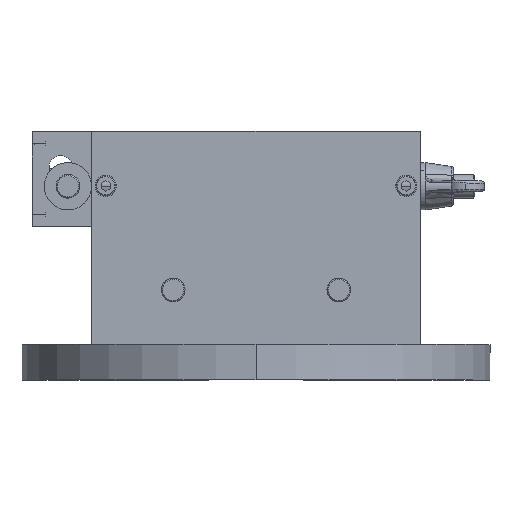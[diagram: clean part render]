
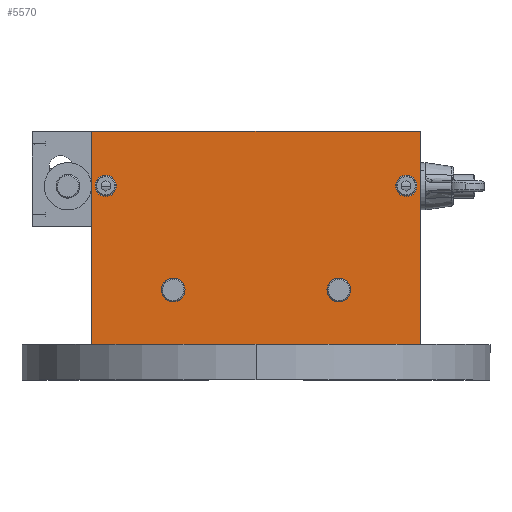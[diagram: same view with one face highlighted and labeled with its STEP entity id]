
A CAD part, top view. The second image highlights one B-rep face of the part: STEP entity #5570.
In plain terms, the highlighted planar face has unit normal (0, 0, 1).
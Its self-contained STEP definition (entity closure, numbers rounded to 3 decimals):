
#72 = DIRECTION ( 'NONE',  ( 1., 0., 0. ) ) ;
#135 = LINE ( 'NONE', #3693, #633 ) ;
#222 = DIRECTION ( 'NONE',  ( 0., 0., 1. ) ) ;
#358 = EDGE_CURVE ( 'NONE', #14054, #10258, #135, .T. ) ;
#361 = VERTEX_POINT ( 'NONE', #3846 ) ;
#449 = EDGE_CURVE ( 'NONE', #8020, #3231, #7855, .T. ) ;
#468 = AXIS2_PLACEMENT_3D ( 'NONE', #13642, #222, #6205 ) ;
#549 = CARTESIAN_POINT ( 'NONE',  ( -66.162, 47.419, 6. ) ) ;
#582 = DIRECTION ( 'NONE',  ( 0., 0., 1. ) ) ;
#633 = VECTOR ( 'NONE', #5057, 1000. ) ;
#1127 = VECTOR ( 'NONE', #1198, 1000. ) ;
#1198 = DIRECTION ( 'NONE',  ( -1., 0., 0. ) ) ;
#1322 = DIRECTION ( 'NONE',  ( 1., 0., 0. ) ) ;
#1381 = CARTESIAN_POINT ( 'NONE',  ( 8.838, 47.419, 6. ) ) ;
#1452 = EDGE_LOOP ( 'NONE', ( #2049, #10767 ) ) ;
#1590 = ORIENTED_EDGE ( 'NONE', *, *, #14236, .F. ) ;
#1741 = CARTESIAN_POINT ( 'NONE',  ( -94.162, 91.419, 6. ) ) ;
#1781 = DIRECTION ( 'NONE',  ( 0., -1., 0. ) ) ;
#2014 = CIRCLE ( 'NONE', #468, 4.5 ) ;
#2049 = ORIENTED_EDGE ( 'NONE', *, *, #14775, .F. ) ;
#2098 = DIRECTION ( 'NONE',  ( 0., 0., 1. ) ) ;
#2166 = CIRCLE ( 'NONE', #5769, 4.5 ) ;
#2170 = FACE_BOUND ( 'NONE', #9742, .T. ) ;
#2324 = CARTESIAN_POINT ( 'NONE',  ( -95.662, 114.419, 6. ) ) ;
#2449 = VERTEX_POINT ( 'NONE', #14655 ) ;
#2624 = EDGE_CURVE ( 'NONE', #7018, #8864, #4293, .T. ) ;
#2693 = LINE ( 'NONE', #5199, #5917 ) ;
#2707 = CARTESIAN_POINT ( 'NONE',  ( 8.838, 47.419, 6. ) ) ;
#2765 = CARTESIAN_POINT ( 'NONE',  ( -85.162, 91.419, 6. ) ) ;
#2924 = EDGE_CURVE ( 'NONE', #10258, #7018, #9683, .T. ) ;
#2943 = EDGE_CURVE ( 'NONE', #15047, #11518, #2166, .T. ) ;
#3231 = VERTEX_POINT ( 'NONE', #14204 ) ;
#3376 = ORIENTED_EDGE ( 'NONE', *, *, #2624, .T. ) ;
#3484 = AXIS2_PLACEMENT_3D ( 'NONE', #2707, #582, #6415 ) ;
#3550 = DIRECTION ( 'NONE',  ( 1., 0., 0. ) ) ;
#3693 = CARTESIAN_POINT ( 'NONE',  ( 43.338, 24.419, 6. ) ) ;
#3707 = FACE_BOUND ( 'NONE', #10135, .T. ) ;
#3759 = AXIS2_PLACEMENT_3D ( 'NONE', #6040, #12033, #10977 ) ;
#3846 = CARTESIAN_POINT ( 'NONE',  ( 41.838, 91.419, 6. ) ) ;
#3920 = CARTESIAN_POINT ( 'NONE',  ( 32.838, 91.419, 6. ) ) ;
#4222 = EDGE_LOOP ( 'NONE', ( #1590, #14159 ) ) ;
#4293 = LINE ( 'NONE', #6477, #10681 ) ;
#5057 = DIRECTION ( 'NONE',  ( 0., 1., 0. ) ) ;
#5112 = CARTESIAN_POINT ( 'NONE',  ( -95.662, 24.419, 6. ) ) ;
#5199 = CARTESIAN_POINT ( 'NONE',  ( -95.662, 24.419, 6. ) ) ;
#5441 = ORIENTED_EDGE ( 'NONE', *, *, #10495, .T. ) ;
#5519 = ORIENTED_EDGE ( 'NONE', *, *, #15834, .F. ) ;
#5570 = ADVANCED_FACE ( 'NONE', ( #8456, #3707, #13248, #12270, #2170 ), #7092, .F. ) ;
#5751 = ORIENTED_EDGE ( 'NONE', *, *, #358, .T. ) ;
#5769 = AXIS2_PLACEMENT_3D ( 'NONE', #9603, #7168, #72 ) ;
#5917 = VECTOR ( 'NONE', #7689, 1000. ) ;
#6040 = CARTESIAN_POINT ( 'NONE',  ( -95.662, 114.419, 6. ) ) ;
#6205 = DIRECTION ( 'NONE',  ( 1., 0., 0. ) ) ;
#6415 = DIRECTION ( 'NONE',  ( 1., 0., 0. ) ) ;
#6445 = CARTESIAN_POINT ( 'NONE',  ( -61.162, 47.419, 6. ) ) ;
#6477 = CARTESIAN_POINT ( 'NONE',  ( -95.662, 24.419, 6. ) ) ;
#7018 = VERTEX_POINT ( 'NONE', #11440 ) ;
#7092 = PLANE ( 'NONE',  #3759 ) ;
#7168 = DIRECTION ( 'NONE',  ( 0., 0., 1. ) ) ;
#7203 = CIRCLE ( 'NONE', #9003, 5. ) ;
#7689 = DIRECTION ( 'NONE',  ( 1., 0., 0. ) ) ;
#7855 = CIRCLE ( 'NONE', #3484, 5. ) ;
#8020 = VERTEX_POINT ( 'NONE', #8375 ) ;
#8022 = ORIENTED_EDGE ( 'NONE', *, *, #8725, .F. ) ;
#8232 = EDGE_CURVE ( 'NONE', #3231, #8020, #10656, .T. ) ;
#8375 = CARTESIAN_POINT ( 'NONE',  ( 3.838, 47.419, 6. ) ) ;
#8456 = FACE_BOUND ( 'NONE', #1452, .T. ) ;
#8725 = EDGE_CURVE ( 'NONE', #13343, #361, #9855, .T. ) ;
#8745 = DIRECTION ( 'NONE',  ( 0., 0., 1. ) ) ;
#8864 = VERTEX_POINT ( 'NONE', #5112 ) ;
#8951 = DIRECTION ( 'NONE',  ( 1., 0., 0. ) ) ;
#9003 = AXIS2_PLACEMENT_3D ( 'NONE', #13537, #8745, #1322 ) ;
#9603 = CARTESIAN_POINT ( 'NONE',  ( -89.662, 91.419, 6. ) ) ;
#9668 = DIRECTION ( 'NONE',  ( 1., 0., 0. ) ) ;
#9683 = LINE ( 'NONE', #2324, #1127 ) ;
#9742 = EDGE_LOOP ( 'NONE', ( #11668, #14383 ) ) ;
#9786 = AXIS2_PLACEMENT_3D ( 'NONE', #13174, #2098, #3550 ) ;
#9827 = ORIENTED_EDGE ( 'NONE', *, *, #2924, .T. ) ;
#9855 = CIRCLE ( 'NONE', #13739, 4.5 ) ;
#9866 = DIRECTION ( 'NONE',  ( 0., 0., 1. ) ) ;
#10084 = CIRCLE ( 'NONE', #13961, 5. ) ;
#10135 = EDGE_LOOP ( 'NONE', ( #5519, #8022 ) ) ;
#10258 = VERTEX_POINT ( 'NONE', #13299 ) ;
#10418 = EDGE_CURVE ( 'NONE', #2449, #13190, #7203, .T. ) ;
#10495 = EDGE_CURVE ( 'NONE', #8864, #14054, #2693, .T. ) ;
#10656 = CIRCLE ( 'NONE', #10905, 5. ) ;
#10681 = VECTOR ( 'NONE', #1781, 1000. ) ;
#10767 = ORIENTED_EDGE ( 'NONE', *, *, #2943, .F. ) ;
#10799 = DIRECTION ( 'NONE',  ( 0., 0., 1. ) ) ;
#10905 = AXIS2_PLACEMENT_3D ( 'NONE', #1381, #9866, #14809 ) ;
#10977 = DIRECTION ( 'NONE',  ( -1., 0., 0. ) ) ;
#11305 = DIRECTION ( 'NONE',  ( 0., 0., 1. ) ) ;
#11440 = CARTESIAN_POINT ( 'NONE',  ( -95.662, 114.419, 6. ) ) ;
#11518 = VERTEX_POINT ( 'NONE', #2765 ) ;
#11668 = ORIENTED_EDGE ( 'NONE', *, *, #449, .F. ) ;
#11804 = CARTESIAN_POINT ( 'NONE',  ( 43.338, 24.419, 6. ) ) ;
#12033 = DIRECTION ( 'NONE',  ( 0., 0., -1. ) ) ;
#12270 = FACE_OUTER_BOUND ( 'NONE', #12966, .T. ) ;
#12966 = EDGE_LOOP ( 'NONE', ( #3376, #5441, #5751, #9827 ) ) ;
#13174 = CARTESIAN_POINT ( 'NONE',  ( 37.338, 91.419, 6. ) ) ;
#13190 = VERTEX_POINT ( 'NONE', #549 ) ;
#13248 = FACE_BOUND ( 'NONE', #4222, .T. ) ;
#13299 = CARTESIAN_POINT ( 'NONE',  ( 43.338, 114.419, 6. ) ) ;
#13343 = VERTEX_POINT ( 'NONE', #3920 ) ;
#13537 = CARTESIAN_POINT ( 'NONE',  ( -61.162, 47.419, 6. ) ) ;
#13642 = CARTESIAN_POINT ( 'NONE',  ( -89.662, 91.419, 6. ) ) ;
#13739 = AXIS2_PLACEMENT_3D ( 'NONE', #15659, #10799, #9668 ) ;
#13961 = AXIS2_PLACEMENT_3D ( 'NONE', #6445, #11305, #8951 ) ;
#14054 = VERTEX_POINT ( 'NONE', #11804 ) ;
#14159 = ORIENTED_EDGE ( 'NONE', *, *, #10418, .F. ) ;
#14204 = CARTESIAN_POINT ( 'NONE',  ( 13.838, 47.419, 6. ) ) ;
#14236 = EDGE_CURVE ( 'NONE', #13190, #2449, #10084, .T. ) ;
#14383 = ORIENTED_EDGE ( 'NONE', *, *, #8232, .F. ) ;
#14655 = CARTESIAN_POINT ( 'NONE',  ( -56.162, 47.419, 6. ) ) ;
#14775 = EDGE_CURVE ( 'NONE', #11518, #15047, #2014, .T. ) ;
#14809 = DIRECTION ( 'NONE',  ( 1., 0., 0. ) ) ;
#15047 = VERTEX_POINT ( 'NONE', #1741 ) ;
#15478 = CIRCLE ( 'NONE', #9786, 4.5 ) ;
#15659 = CARTESIAN_POINT ( 'NONE',  ( 37.338, 91.419, 6. ) ) ;
#15834 = EDGE_CURVE ( 'NONE', #361, #13343, #15478, .T. ) ;
